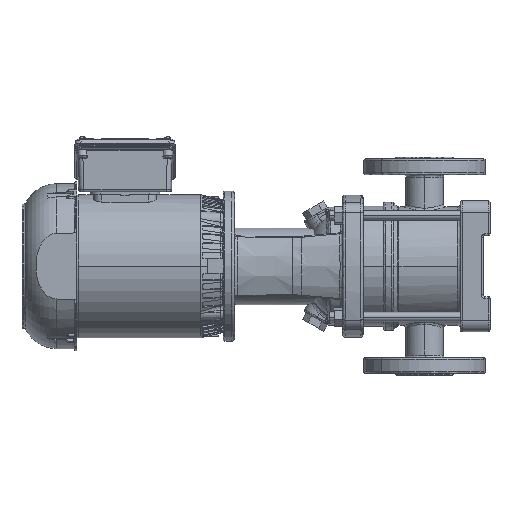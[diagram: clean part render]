
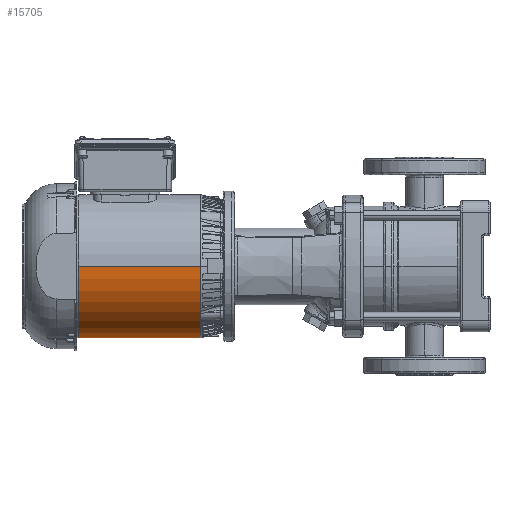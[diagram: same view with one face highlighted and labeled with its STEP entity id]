
A CAD part, left-side view. The second image highlights one B-rep face of the part: STEP entity #15705.
In plain terms, the highlighted cylindrical face has radius 81.875 mm (diameter 163.75 mm), a partial arc.
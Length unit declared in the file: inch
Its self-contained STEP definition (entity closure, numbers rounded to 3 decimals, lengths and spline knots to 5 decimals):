
#7781 = DIRECTION ( 'NONE',  ( -1., 0., 0. ) ) ;
#13943 = DIRECTION ( 'NONE',  ( 0., -1., 0. ) ) ;
#13988 = EDGE_LOOP ( 'NONE', ( #45916, #44732, #41179, #38680 ) ) ;
#15705 = ADVANCED_FACE ( 'NONE', ( #110742 ), #93285, .T. ) ;
#19828 = EDGE_CURVE ( 'NONE', #77514, #102130, #68628, .T. ) ;
#26807 = EDGE_CURVE ( 'NONE', #101767, #38068, #92379, .T. ) ;
#29129 = AXIS2_PLACEMENT_3D ( 'NONE', #39716, #66110, #83518 ) ;
#30807 = CARTESIAN_POINT ( 'NONE',  ( -1.98416, 0.67588, 0. ) ) ;
#38068 = VERTEX_POINT ( 'NONE', #38863 ) ;
#38680 = ORIENTED_EDGE ( 'NONE', *, *, #26807, .T. ) ;
#38863 = CARTESIAN_POINT ( 'NONE',  ( -1.98416, 0.67588, -3.22343 ) ) ;
#39534 = VECTOR ( 'NONE', #78829, 39.37008 ) ;
#39716 = CARTESIAN_POINT ( 'NONE',  ( 3.52765, 0.67588, 0. ) ) ;
#40098 = CARTESIAN_POINT ( 'NONE',  ( 24.55814, 0.67588, -3.22343 ) ) ;
#41179 = ORIENTED_EDGE ( 'NONE', *, *, #79355, .F. ) ;
#42113 = DIRECTION ( 'NONE',  ( 0., 0., 1. ) ) ;
#44732 = ORIENTED_EDGE ( 'NONE', *, *, #19828, .T. ) ;
#44975 = AXIS2_PLACEMENT_3D ( 'NONE', #50566, #7781, #42113 ) ;
#45916 = ORIENTED_EDGE ( 'NONE', *, *, #75052, .F. ) ;
#47427 = DIRECTION ( 'NONE',  ( -1., 0., 0. ) ) ;
#50566 = CARTESIAN_POINT ( 'NONE',  ( 24.55814, 0.67588, 0. ) ) ;
#55315 = LINE ( 'NONE', #40098, #64482 ) ;
#58507 = AXIS2_PLACEMENT_3D ( 'NONE', #30807, #65105, #13943 ) ;
#64482 = VECTOR ( 'NONE', #47427, 39.37008 ) ;
#65105 = DIRECTION ( 'NONE',  ( 1., 0., 0. ) ) ;
#66110 = DIRECTION ( 'NONE',  ( -1., 0., 0. ) ) ;
#68628 = CIRCLE ( 'NONE', #29129, 3.22343 ) ;
#75052 = EDGE_CURVE ( 'NONE', #77514, #38068, #55315, .T. ) ;
#77514 = VERTEX_POINT ( 'NONE', #90324 ) ;
#78829 = DIRECTION ( 'NONE',  ( 1., 0., 0. ) ) ;
#79355 = EDGE_CURVE ( 'NONE', #101767, #102130, #87277, .T. ) ;
#80482 = CARTESIAN_POINT ( 'NONE',  ( 24.55814, -2.54755, 0. ) ) ;
#83518 = DIRECTION ( 'NONE',  ( 0., 1., 0. ) ) ;
#87277 = LINE ( 'NONE', #80482, #39534 ) ;
#87518 = CARTESIAN_POINT ( 'NONE',  ( -1.98416, -2.54755, 0. ) ) ;
#90143 = CARTESIAN_POINT ( 'NONE',  ( 3.52765, -2.54755, 0. ) ) ;
#90324 = CARTESIAN_POINT ( 'NONE',  ( 3.52765, 0.67588, -3.22343 ) ) ;
#92379 = CIRCLE ( 'NONE', #58507, 3.22343 ) ;
#93285 = CYLINDRICAL_SURFACE ( 'NONE', #44975, 3.22343 ) ;
#101767 = VERTEX_POINT ( 'NONE', #87518 ) ;
#102130 = VERTEX_POINT ( 'NONE', #90143 ) ;
#110742 = FACE_OUTER_BOUND ( 'NONE', #13988, .T. ) ;
